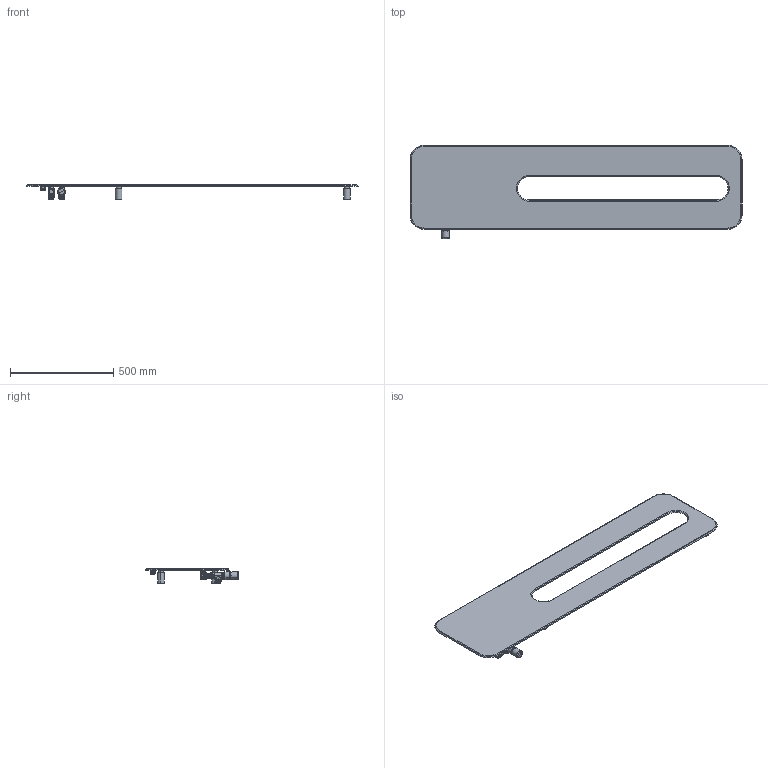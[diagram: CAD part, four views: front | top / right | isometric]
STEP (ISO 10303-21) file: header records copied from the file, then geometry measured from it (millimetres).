
FILE_DESCRIPTION((''),'2;1');
FILE_NAME('3540806100041_3D_SITO_ASM','2022-10-21T17:34:54',('PC132'),(''),'CREO PARAMETRIC BY PTC INC, 2022124','CREO PARAMETRIC BY PTC INC, 2022124','');
FILE_SCHEMA(('AUTOMOTIVE_DESIGN { 1 0 10303 214 1 1 1 1 }'));
Length unit declared in the file: millimetre
Products named in the file (23): 3540806100041_3D_SITO; 599199_AN_OTTONE_18; 599199_AN_GOMMA_18; 1991990000018_ASM; 1006171240047; 1006171240097; 1103000000277_ASM; CORPO_VALVOLA_ELEGANT_SQUAD_TER; VITONE_PER_TESTA_TERMOSTATICA; RIDUTTORE_VALVOLA_ELEGANT; GHIERA_D_22_VAL_ELEGANT; GUARNIZIONE_CONICA_VALV_ELEGANT; ANELLO_VALVOLA_ELEGANT; AN_STRINGITUBO_14_VAL_ELEGANT; GHIERA_D_17_VAL_ELEGANT; VALV_TERMOSTATIZZABILE_HUMAN_L_ASM; CORPO_VALVOLA_ELEGANT_SQUAD; TAPPO_DETENTORA_VAL_ELEGANT; DETENTORE_ELE_SQ_HUMAN_LIVING_ASM; 1103000000288_AF0_ASM; 1041001240010; 1035271430007; 3540806100041_3D_SITO_ASM
Assembly tree (33 placements, depth 4):
  3540806100041_3D_SITO_ASM
    3540806100041_3D_SITO
    1103000000277_ASM
      1991990000018_ASM  x4
        599199_AN_OTTONE_18
        599199_AN_GOMMA_18
      1006171240047  x2
      1006171240097  x2
    1103000000288_AF0_ASM
      VALV_TERMOSTATIZZABILE_HUMAN_L_ASM
        CORPO_VALVOLA_ELEGANT_SQUAD_TER
        VITONE_PER_TESTA_TERMOSTATICA
        RIDUTTORE_VALVOLA_ELEGANT
        GHIERA_D_22_VAL_ELEGANT
        GUARNIZIONE_CONICA_VALV_ELEGANT
        ANELLO_VALVOLA_ELEGANT
        AN_STRINGITUBO_14_VAL_ELEGANT
        GHIERA_D_17_VAL_ELEGANT
      DETENTORE_ELE_SQ_HUMAN_LIVING_ASM
        CORPO_VALVOLA_ELEGANT_SQUAD
        TAPPO_DETENTORA_VAL_ELEGANT
        RIDUTTORE_VALVOLA_ELEGANT
        GHIERA_D_22_VAL_ELEGANT
        GUARNIZIONE_CONICA_VALV_ELEGANT
        ANELLO_VALVOLA_ELEGANT
        AN_STRINGITUBO_14_VAL_ELEGANT
        GHIERA_D_17_VAL_ELEGANT
    1041001240010
    1035271430007
Bounding box: 1607.64 x 453.32 x 68.5 mm (x, y, z)
Volume: 4344222.6 mm3; surface area: 1238650.8 mm2
Topology: 32 solids, 48 shells, 1288 faces, 2955 edges, 1801 vertices
Faces by surface type: cylinder 444, plane 418, torus 184, cone 140, bspline 100, sphere 2
Entity records: 48539 total; most frequent: CARTESIAN_POINT 9302, DIRECTION 5357, ORIENTED_EDGE 4096, AXIS2_PLACEMENT_3D 2137, EDGE_CURVE 2066, PROPERTY_DEFINITION 2011, REPRESENTATION 1987, PROPERTY_DEFINITION_REPRESENTATION 1987
